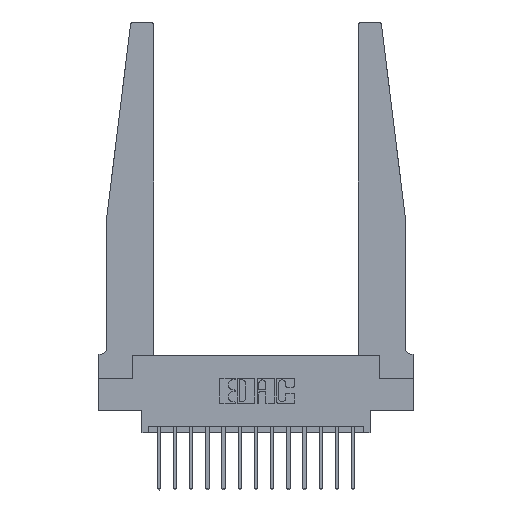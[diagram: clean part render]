
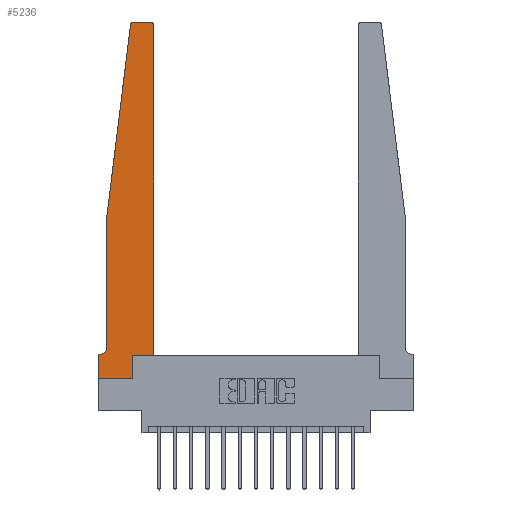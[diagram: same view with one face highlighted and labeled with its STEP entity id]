
A CAD part, top view. The second image highlights one B-rep face of the part: STEP entity #5236.
In plain terms, the highlighted planar face has unit normal (0, 0, 1).
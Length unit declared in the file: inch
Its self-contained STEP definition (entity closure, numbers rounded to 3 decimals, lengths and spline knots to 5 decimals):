
#157 = EDGE_CURVE ( 'NONE', #5521, #7204, #2660, .T. ) ;
#236 = VECTOR ( 'NONE', #16673, 39.37008 ) ;
#269 = VECTOR ( 'NONE', #3680, 39.37008 ) ;
#1005 = VERTEX_POINT ( 'NONE', #10880 ) ;
#1077 = CARTESIAN_POINT ( 'NONE',  ( 0.2605, 0.18, 0.37 ) ) ;
#1480 = FACE_OUTER_BOUND ( 'NONE', #12608, .T. ) ;
#1936 = DIRECTION ( 'NONE',  ( 1., 0., 0. ) ) ;
#2011 = LINE ( 'NONE', #8614, #11908 ) ;
#2511 = CIRCLE ( 'NONE', #9170, 0.05 ) ;
#2513 = CARTESIAN_POINT ( 'NONE',  ( 0.425, 2.72, 0.37 ) ) ;
#2660 = CIRCLE ( 'NONE', #11686, 0.03 ) ;
#2829 = LINE ( 'NONE', #5791, #13551 ) ;
#2859 = AXIS2_PLACEMENT_3D ( 'NONE', #11230, #15206, #7217 ) ;
#2865 = ORIENTED_EDGE ( 'NONE', *, *, #157, .T. ) ;
#3004 = CARTESIAN_POINT ( 'NONE',  ( 0., 0., 0.37 ) ) ;
#3133 = VECTOR ( 'NONE', #6978, 39.37008 ) ;
#3479 = CARTESIAN_POINT ( 'NONE',  ( 0., 0., 0.37 ) ) ;
#3564 = VECTOR ( 'NONE', #12450, 39.37008 ) ;
#3680 = DIRECTION ( 'NONE',  ( 0., 1., 0. ) ) ;
#3753 = LINE ( 'NONE', #15325, #236 ) ;
#3864 = DIRECTION ( 'NONE',  ( 0., 0., 1. ) ) ;
#3926 = LINE ( 'NONE', #14972, #4353 ) ;
#4281 = EDGE_CURVE ( 'NONE', #8915, #1005, #4640, .T. ) ;
#4353 = VECTOR ( 'NONE', #6974, 39.37008 ) ;
#4479 = PLANE ( 'NONE',  #2859 ) ;
#4546 = CARTESIAN_POINT ( 'NONE',  ( 0.015, 0.2375, 0.37 ) ) ;
#4640 = LINE ( 'NONE', #1077, #269 ) ;
#4798 = VERTEX_POINT ( 'NONE', #3479 ) ;
#5110 = EDGE_CURVE ( 'NONE', #1005, #12834, #9888, .T. ) ;
#5236 = ADVANCED_FACE ( 'NONE', ( #1480 ), #4479, .T. ) ;
#5300 = EDGE_CURVE ( 'NONE', #15952, #5521, #3753, .T. ) ;
#5406 = EDGE_CURVE ( 'NONE', #6393, #12954, #2511, .T. ) ;
#5484 = CARTESIAN_POINT ( 'NONE',  ( 0.015, 0.1875, 0.37 ) ) ;
#5521 = VERTEX_POINT ( 'NONE', #16797 ) ;
#5643 = ORIENTED_EDGE ( 'NONE', *, *, #4281, .T. ) ;
#5679 = CARTESIAN_POINT ( 'NONE',  ( 0.065, 1.25, 0.37 ) ) ;
#5791 = CARTESIAN_POINT ( 'NONE',  ( 0.425, 0.18, 0.37 ) ) ;
#5921 = DIRECTION ( 'NONE',  ( -1., 0., 0. ) ) ;
#5928 = CARTESIAN_POINT ( 'NONE',  ( 0.395, 2.72, 0.37 ) ) ;
#6060 = CARTESIAN_POINT ( 'NONE',  ( 0.065, 1.25, 0.37 ) ) ;
#6109 = VECTOR ( 'NONE', #15040, 39.37008 ) ;
#6393 = VERTEX_POINT ( 'NONE', #16534 ) ;
#6491 = CARTESIAN_POINT ( 'NONE',  ( 0., 0.1875, 0.37 ) ) ;
#6974 = DIRECTION ( 'NONE',  ( -1., 0., 0. ) ) ;
#6978 = DIRECTION ( 'NONE',  ( 1., 0., 0. ) ) ;
#7179 = VERTEX_POINT ( 'NONE', #6491 ) ;
#7204 = VERTEX_POINT ( 'NONE', #10575 ) ;
#7217 = DIRECTION ( 'NONE',  ( 1., 0., 0. ) ) ;
#7291 = DIRECTION ( 'NONE',  ( 1., 0., 0. ) ) ;
#7338 = EDGE_CURVE ( 'NONE', #12954, #7179, #3926, .T. ) ;
#8104 = CARTESIAN_POINT ( 'NONE',  ( 0.395, 2.75, 0.37 ) ) ;
#8248 = EDGE_CURVE ( 'NONE', #7179, #4798, #13885, .T. ) ;
#8614 = CARTESIAN_POINT ( 'NONE',  ( 0., 0., 0.37 ) ) ;
#8619 = AXIS2_PLACEMENT_3D ( 'NONE', #5928, #15281, #7291 ) ;
#8680 = ORIENTED_EDGE ( 'NONE', *, *, #12657, .T. ) ;
#8702 = ORIENTED_EDGE ( 'NONE', *, *, #7338, .T. ) ;
#8915 = VERTEX_POINT ( 'NONE', #11371 ) ;
#9065 = ORIENTED_EDGE ( 'NONE', *, *, #16087, .T. ) ;
#9170 = AXIS2_PLACEMENT_3D ( 'NONE', #4546, #13957, #5921 ) ;
#9353 = EDGE_CURVE ( 'NONE', #7204, #12165, #16368, .T. ) ;
#9888 = LINE ( 'NONE', #12342, #3133 ) ;
#10332 = ORIENTED_EDGE ( 'NONE', *, *, #9353, .T. ) ;
#10430 = VECTOR ( 'NONE', #15414, 39.37008 ) ;
#10575 = CARTESIAN_POINT ( 'NONE',  ( 0.24675, 2.72367, 0.37 ) ) ;
#10656 = ORIENTED_EDGE ( 'NONE', *, *, #5110, .T. ) ;
#10735 = ORIENTED_EDGE ( 'NONE', *, *, #5406, .T. ) ;
#10859 = LINE ( 'NONE', #6060, #10430 ) ;
#10880 = CARTESIAN_POINT ( 'NONE',  ( 0.2605, 0.18, 0.37 ) ) ;
#11230 = CARTESIAN_POINT ( 'NONE',  ( 0., 0.1875, 0.37 ) ) ;
#11371 = CARTESIAN_POINT ( 'NONE',  ( 0.2605, 0., 0.37 ) ) ;
#11538 = CARTESIAN_POINT ( 'NONE',  ( 0.065, 1.25, 0.37 ) ) ;
#11686 = AXIS2_PLACEMENT_3D ( 'NONE', #11970, #3864, #13285 ) ;
#11908 = VECTOR ( 'NONE', #1936, 39.37008 ) ;
#11970 = CARTESIAN_POINT ( 'NONE',  ( 0.27653, 2.72, 0.37 ) ) ;
#12056 = CARTESIAN_POINT ( 'NONE',  ( 0.425, 0.18, 0.37 ) ) ;
#12165 = VERTEX_POINT ( 'NONE', #11538 ) ;
#12296 = ORIENTED_EDGE ( 'NONE', *, *, #12592, .T. ) ;
#12342 = CARTESIAN_POINT ( 'NONE',  ( 0.425, 0.18, 0.37 ) ) ;
#12356 = VERTEX_POINT ( 'NONE', #2513 ) ;
#12450 = DIRECTION ( 'NONE',  ( 0., -1., 0. ) ) ;
#12468 = ORIENTED_EDGE ( 'NONE', *, *, #8248, .T. ) ;
#12592 = EDGE_CURVE ( 'NONE', #12834, #12356, #2829, .T. ) ;
#12608 = EDGE_LOOP ( 'NONE', ( #16705, #2865, #10332, #15681, #10735, #8702, #12468, #8680, #5643, #10656, #12296, #9065 ) ) ;
#12657 = EDGE_CURVE ( 'NONE', #4798, #8915, #2011, .T. ) ;
#12834 = VERTEX_POINT ( 'NONE', #12056 ) ;
#12954 = VERTEX_POINT ( 'NONE', #5484 ) ;
#13285 = DIRECTION ( 'NONE',  ( 1., 0., 0. ) ) ;
#13538 = CIRCLE ( 'NONE', #8619, 0.03 ) ;
#13551 = VECTOR ( 'NONE', #13830, 39.37008 ) ;
#13830 = DIRECTION ( 'NONE',  ( 0., 1., 0. ) ) ;
#13885 = LINE ( 'NONE', #3004, #3564 ) ;
#13957 = DIRECTION ( 'NONE',  ( 0., 0., -1. ) ) ;
#14972 = CARTESIAN_POINT ( 'NONE',  ( 0.065, 0.1875, 0.37 ) ) ;
#15040 = DIRECTION ( 'NONE',  ( -0.122, -0.992, 0. ) ) ;
#15206 = DIRECTION ( 'NONE',  ( 0., 0., 1. ) ) ;
#15281 = DIRECTION ( 'NONE',  ( 0., 0., 1. ) ) ;
#15325 = CARTESIAN_POINT ( 'NONE',  ( 0.25, 2.75, 0.37 ) ) ;
#15414 = DIRECTION ( 'NONE',  ( 0., -1., 0. ) ) ;
#15557 = EDGE_CURVE ( 'NONE', #12165, #6393, #10859, .T. ) ;
#15681 = ORIENTED_EDGE ( 'NONE', *, *, #15557, .T. ) ;
#15952 = VERTEX_POINT ( 'NONE', #8104 ) ;
#16087 = EDGE_CURVE ( 'NONE', #12356, #15952, #13538, .T. ) ;
#16368 = LINE ( 'NONE', #5679, #6109 ) ;
#16534 = CARTESIAN_POINT ( 'NONE',  ( 0.065, 0.2375, 0.37 ) ) ;
#16673 = DIRECTION ( 'NONE',  ( -1., 0., 0. ) ) ;
#16705 = ORIENTED_EDGE ( 'NONE', *, *, #5300, .T. ) ;
#16797 = CARTESIAN_POINT ( 'NONE',  ( 0.27653, 2.75, 0.37 ) ) ;
